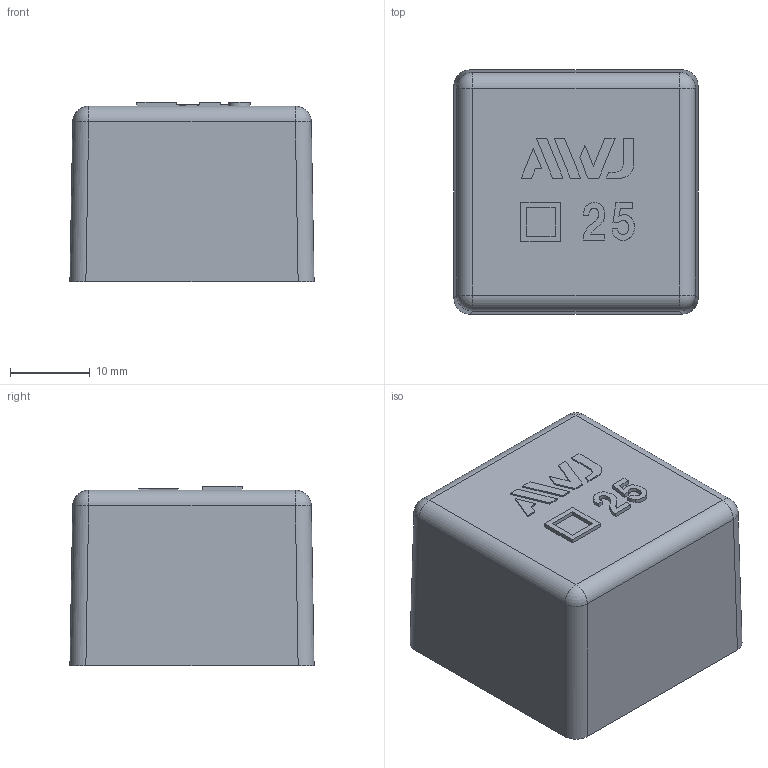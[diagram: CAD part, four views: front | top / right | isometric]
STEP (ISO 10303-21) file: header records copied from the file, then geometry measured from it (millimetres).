
FILE_DESCRIPTION( ( 'STEP AP203' ), '1' );
FILE_NAME( '25.step', '2022-07-25T01:58:49', ( ' ' ), ( ' ' ), 'XStep 1.0', ' ', ' ' );
FILE_SCHEMA( ( 'CONFIG_CONTROL_DESIGN' ) );
Length unit declared in the file: millimetre
Products named in the file (1): 1
Bounding box: 30.6 x 30.6 x 22.5 mm (x, y, z)
Volume: 7566.7 mm3; surface area: 6178.9 mm2
Topology: 1 solids, 1 shells, 84 faces, 208 edges, 132 vertices
Faces by surface type: plane 65, cylinder 10, extrusion 5, sphere 4
Entity records: 2586 total; most frequent: CARTESIAN_POINT 647, ORIENTED_EDGE 408, DIRECTION 341, EDGE_CURVE 204, VECTOR 141, LINE 136, VERTEX_POINT 132, AXIS2_PLACEMENT_3D 100
